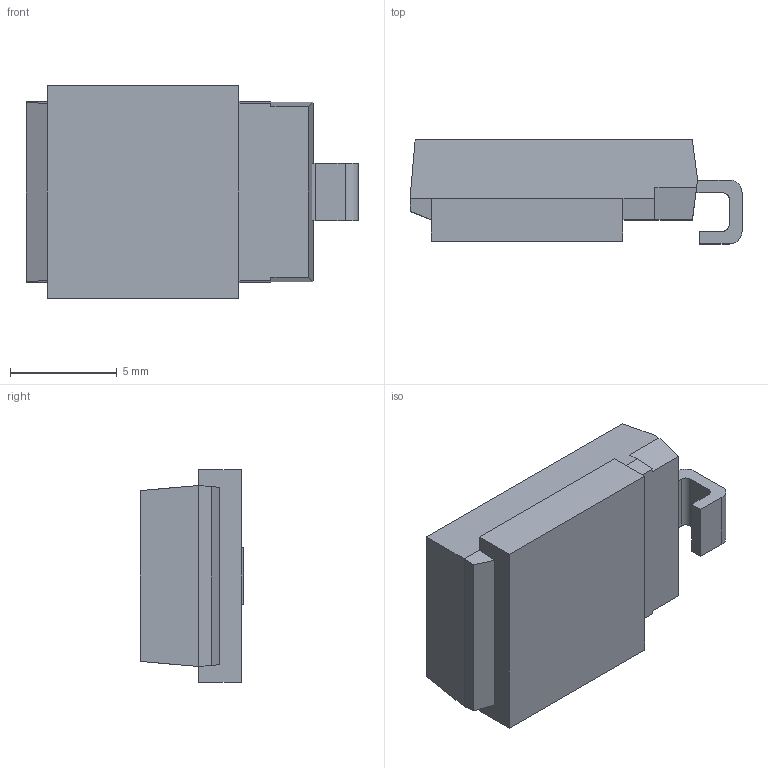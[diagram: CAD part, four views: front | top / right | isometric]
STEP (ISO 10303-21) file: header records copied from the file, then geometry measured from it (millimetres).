
FILE_DESCRIPTION(('FreeCAD Model'),'2;1');
FILE_NAME('d0218.step','2018-08-20T09:32:49',( 'Author'),(''),'Open CASCADE STEP processor 6.8','FreeCAD','Unknown' );
FILE_SCHEMA(('AUTOMOTIVE_DESIGN_CC2 { 1 2 10303 214 -1 1 5 4 }'));
Length unit declared in the file: millimetre
Products named in the file (4): ASSEMBLY; Do218_________; Do218_________002; Do218_________001
Assembly tree (3 placements, depth 2):
  ASSEMBLY
    Do218_________
    Do218_________002
    Do218_________001
Bounding box: 15.59 x 4.88 x 10 mm (x, y, z)
Volume: 525.1 mm3; surface area: 670.3 mm2
Topology: 3 solids, 3 shells, 40 faces, 96 edges, 62 vertices
Faces by surface type: bspline 40
Entity records: 5658 total; most frequent: CARTESIAN_POINT 4202, B_SPLINE_CURVE_WITH_KNOTS 237, ORIENTED_EDGE 192, PCURVE 192, DEFINITIONAL_REPRESENTATION 192, EDGE_CURVE 96, SURFACE_CURVE 96, VERTEX_POINT 62
